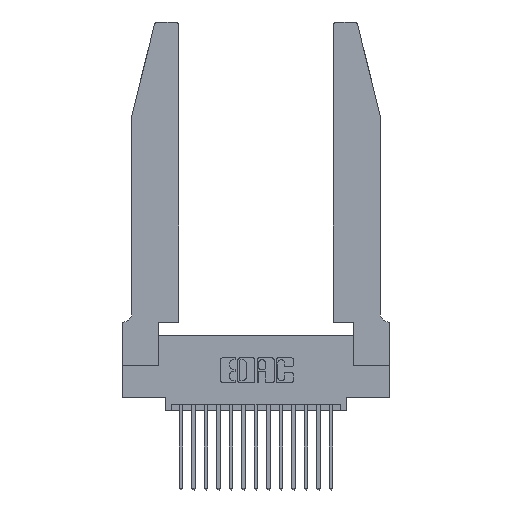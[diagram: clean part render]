
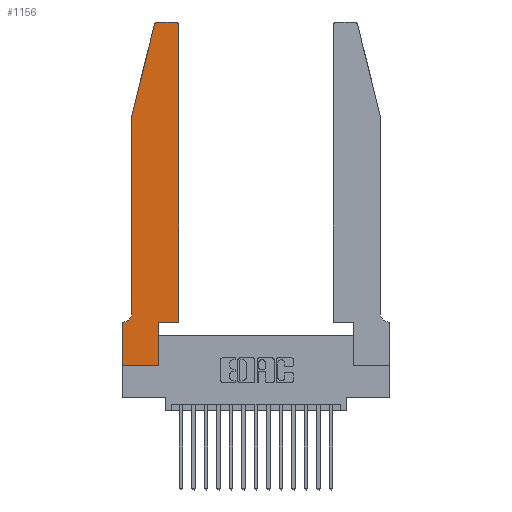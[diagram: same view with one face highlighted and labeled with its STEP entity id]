
A CAD part, top view. The second image highlights one B-rep face of the part: STEP entity #1156.
In plain terms, the highlighted planar face has unit normal (0, 0, 1).
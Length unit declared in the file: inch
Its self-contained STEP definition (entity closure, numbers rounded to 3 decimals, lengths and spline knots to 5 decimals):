
#184 = EDGE_CURVE ( 'NONE', #3757, #3327, #17699, .T. ) ;
#282 = CARTESIAN_POINT ( 'NONE',  ( 0.284, 2.72, 0.37 ) ) ;
#531 = ORIENTED_EDGE ( 'NONE', *, *, #14034, .T. ) ;
#1081 = VECTOR ( 'NONE', #12030, 39.37008 ) ;
#1156 = ADVANCED_FACE ( 'NONE', ( #8065 ), #14028, .T. ) ;
#1210 = DIRECTION ( 'NONE',  ( 0., 1., 0. ) ) ;
#1276 = CARTESIAN_POINT ( 'NONE',  ( 0.0755, 0.42, 0.37 ) ) ;
#1305 = VERTEX_POINT ( 'NONE', #10150 ) ;
#1562 = AXIS2_PLACEMENT_3D ( 'NONE', #4225, #5075, #17113 ) ;
#1855 = EDGE_CURVE ( 'NONE', #13593, #3960, #5290, .T. ) ;
#1941 = DIRECTION ( 'NONE',  ( 1., 0., 0. ) ) ;
#1981 = ORIENTED_EDGE ( 'NONE', *, *, #8617, .T. ) ;
#2218 = DIRECTION ( 'NONE',  ( 0., -1., 0. ) ) ;
#2347 = ORIENTED_EDGE ( 'NONE', *, *, #9832, .T. ) ;
#2459 = DIRECTION ( 'NONE',  ( -1., 0., 0. ) ) ;
#2973 = CARTESIAN_POINT ( 'NONE',  ( 0.0055, 0.42, 0.37 ) ) ;
#3072 = DIRECTION ( 'NONE',  ( -0.239, -0.971, 0. ) ) ;
#3241 = CARTESIAN_POINT ( 'NONE',  ( 0.0755, 2., 0.37 ) ) ;
#3327 = VERTEX_POINT ( 'NONE', #4352 ) ;
#3529 = CARTESIAN_POINT ( 'NONE',  ( 0.0755, 2., 0.37 ) ) ;
#3586 = CARTESIAN_POINT ( 'NONE',  ( 0.4505, 0.35, 0.37 ) ) ;
#3695 = LINE ( 'NONE', #3529, #10141 ) ;
#3757 = VERTEX_POINT ( 'NONE', #14020 ) ;
#3795 = CARTESIAN_POINT ( 'NONE',  ( 0.2865, 0.35, 0.37 ) ) ;
#3932 = VERTEX_POINT ( 'NONE', #1276 ) ;
#3960 = VERTEX_POINT ( 'NONE', #11649 ) ;
#4225 = CARTESIAN_POINT ( 'NONE',  ( 0., 0.35, 0.37 ) ) ;
#4352 = CARTESIAN_POINT ( 'NONE',  ( 0.0755, 2., 0.37 ) ) ;
#4479 = DIRECTION ( 'NONE',  ( -1., 0., 0. ) ) ;
#4656 = VECTOR ( 'NONE', #6360, 39.37008 ) ;
#4672 = CARTESIAN_POINT ( 'NONE',  ( 0.4505, 2.72, 0.37 ) ) ;
#5075 = DIRECTION ( 'NONE',  ( 0., 0., 1. ) ) ;
#5158 = VERTEX_POINT ( 'NONE', #12983 ) ;
#5165 = LINE ( 'NONE', #13524, #4656 ) ;
#5180 = VERTEX_POINT ( 'NONE', #10184 ) ;
#5251 = VERTEX_POINT ( 'NONE', #13222 ) ;
#5290 = CIRCLE ( 'NONE', #12083, 0.03 ) ;
#5460 = AXIS2_PLACEMENT_3D ( 'NONE', #282, #10810, #1941 ) ;
#5988 = ORIENTED_EDGE ( 'NONE', *, *, #16460, .T. ) ;
#6071 = EDGE_CURVE ( 'NONE', #9153, #1305, #5165, .T. ) ;
#6122 = LINE ( 'NONE', #7746, #1081 ) ;
#6291 = VECTOR ( 'NONE', #3072, 39.37008 ) ;
#6360 = DIRECTION ( 'NONE',  ( 1., 0., 0. ) ) ;
#6683 = EDGE_CURVE ( 'NONE', #3327, #3932, #3695, .T. ) ;
#7373 = VECTOR ( 'NONE', #8309, 39.37008 ) ;
#7746 = CARTESIAN_POINT ( 'NONE',  ( 0.4505, 0.35, 0.37 ) ) ;
#7819 = ORIENTED_EDGE ( 'NONE', *, *, #11383, .T. ) ;
#8065 = FACE_OUTER_BOUND ( 'NONE', #8983, .T. ) ;
#8100 = CIRCLE ( 'NONE', #11687, 0.07 ) ;
#8309 = DIRECTION ( 'NONE',  ( -1., 0., 0. ) ) ;
#8396 = LINE ( 'NONE', #16945, #16008 ) ;
#8617 = EDGE_CURVE ( 'NONE', #3960, #5180, #11215, .T. ) ;
#8894 = CIRCLE ( 'NONE', #5460, 0.03 ) ;
#8983 = EDGE_LOOP ( 'NONE', ( #1981, #7819, #10544, #16249, #17736, #9047, #2347, #10025, #18251, #5988, #531, #16951 ) ) ;
#9047 = ORIENTED_EDGE ( 'NONE', *, *, #15538, .T. ) ;
#9153 = VERTEX_POINT ( 'NONE', #16449 ) ;
#9832 = EDGE_CURVE ( 'NONE', #5158, #9153, #14985, .T. ) ;
#10025 = ORIENTED_EDGE ( 'NONE', *, *, #6071, .T. ) ;
#10141 = VECTOR ( 'NONE', #10767, 39.37008 ) ;
#10150 = CARTESIAN_POINT ( 'NONE',  ( 0.2865, 0., 0.37 ) ) ;
#10158 = VECTOR ( 'NONE', #1210, 39.37008 ) ;
#10184 = CARTESIAN_POINT ( 'NONE',  ( 0.284, 2.75, 0.37 ) ) ;
#10544 = ORIENTED_EDGE ( 'NONE', *, *, #184, .T. ) ;
#10767 = DIRECTION ( 'NONE',  ( 0., -1., 0. ) ) ;
#10810 = DIRECTION ( 'NONE',  ( 0., 0., 1. ) ) ;
#10993 = CARTESIAN_POINT ( 'NONE',  ( 0., 0., 0.37 ) ) ;
#11025 = EDGE_CURVE ( 'NONE', #1305, #16408, #14281, .T. ) ;
#11215 = LINE ( 'NONE', #15445, #7373 ) ;
#11383 = EDGE_CURVE ( 'NONE', #5180, #3757, #8894, .T. ) ;
#11649 = CARTESIAN_POINT ( 'NONE',  ( 0.4205, 2.75, 0.37 ) ) ;
#11687 = AXIS2_PLACEMENT_3D ( 'NONE', #2973, #13152, #4479 ) ;
#12030 = DIRECTION ( 'NONE',  ( 1., 0., 0. ) ) ;
#12083 = AXIS2_PLACEMENT_3D ( 'NONE', #16470, #17772, #17708 ) ;
#12400 = VERTEX_POINT ( 'NONE', #3586 ) ;
#12983 = CARTESIAN_POINT ( 'NONE',  ( 0., 0.35, 0.37 ) ) ;
#13152 = DIRECTION ( 'NONE',  ( 0., 0., -1. ) ) ;
#13222 = CARTESIAN_POINT ( 'NONE',  ( 0.0055, 0.35, 0.37 ) ) ;
#13524 = CARTESIAN_POINT ( 'NONE',  ( 0., 0., 0.37 ) ) ;
#13593 = VERTEX_POINT ( 'NONE', #4672 ) ;
#13950 = DIRECTION ( 'NONE',  ( 0., 1., 0. ) ) ;
#14020 = CARTESIAN_POINT ( 'NONE',  ( 0.25487, 2.72718, 0.37 ) ) ;
#14028 = PLANE ( 'NONE',  #1562 ) ;
#14034 = EDGE_CURVE ( 'NONE', #12400, #13593, #17698, .T. ) ;
#14281 = LINE ( 'NONE', #3795, #18039 ) ;
#14985 = LINE ( 'NONE', #10993, #18317 ) ;
#15445 = CARTESIAN_POINT ( 'NONE',  ( 0.2605, 2.75, 0.37 ) ) ;
#15538 = EDGE_CURVE ( 'NONE', #5251, #5158, #8396, .T. ) ;
#16008 = VECTOR ( 'NONE', #2459, 39.37008 ) ;
#16229 = CARTESIAN_POINT ( 'NONE',  ( 0.2865, 0.35, 0.37 ) ) ;
#16249 = ORIENTED_EDGE ( 'NONE', *, *, #6683, .T. ) ;
#16408 = VERTEX_POINT ( 'NONE', #16229 ) ;
#16449 = CARTESIAN_POINT ( 'NONE',  ( 0., 0., 0.37 ) ) ;
#16460 = EDGE_CURVE ( 'NONE', #16408, #12400, #6122, .T. ) ;
#16470 = CARTESIAN_POINT ( 'NONE',  ( 0.4205, 2.72, 0.37 ) ) ;
#16945 = CARTESIAN_POINT ( 'NONE',  ( 0.0755, 0.35, 0.37 ) ) ;
#16951 = ORIENTED_EDGE ( 'NONE', *, *, #1855, .T. ) ;
#17113 = DIRECTION ( 'NONE',  ( 1., 0., 0. ) ) ;
#17698 = LINE ( 'NONE', #18662, #10158 ) ;
#17699 = LINE ( 'NONE', #3241, #6291 ) ;
#17708 = DIRECTION ( 'NONE',  ( 1., 0., 0. ) ) ;
#17736 = ORIENTED_EDGE ( 'NONE', *, *, #17935, .T. ) ;
#17772 = DIRECTION ( 'NONE',  ( 0., 0., 1. ) ) ;
#17935 = EDGE_CURVE ( 'NONE', #3932, #5251, #8100, .T. ) ;
#18039 = VECTOR ( 'NONE', #13950, 39.37008 ) ;
#18251 = ORIENTED_EDGE ( 'NONE', *, *, #11025, .T. ) ;
#18317 = VECTOR ( 'NONE', #2218, 39.37008 ) ;
#18662 = CARTESIAN_POINT ( 'NONE',  ( 0.4505, 0.35, 0.37 ) ) ;
